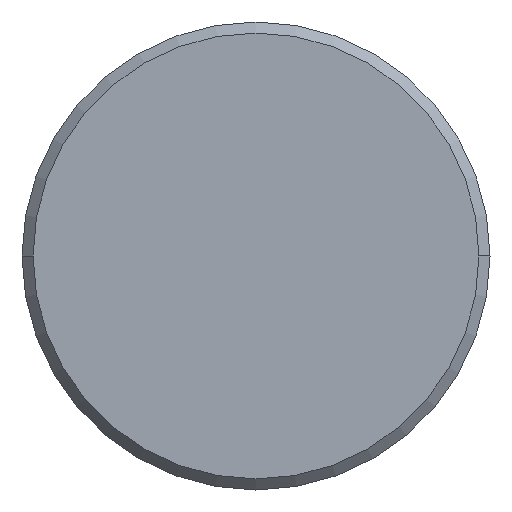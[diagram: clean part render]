
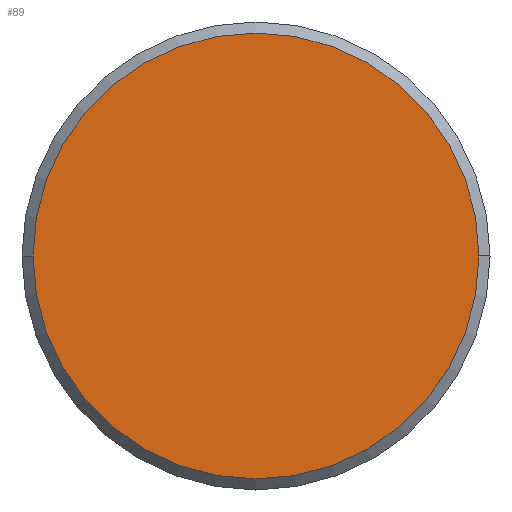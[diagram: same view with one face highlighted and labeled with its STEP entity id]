
A CAD part, left-side view. The second image highlights one B-rep face of the part: STEP entity #89.
In plain terms, the highlighted planar face has unit normal (-1, 0, 0).
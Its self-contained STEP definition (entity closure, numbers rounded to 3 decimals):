
#12 = CARTESIAN_POINT ( 'NONE',  ( -49.8, 0., 0. ) ) ;
#25 = FACE_OUTER_BOUND ( 'NONE', #212, .T. ) ;
#36 = DIRECTION ( 'NONE',  ( 0., 1., 0. ) ) ;
#44 = CARTESIAN_POINT ( 'NONE',  ( -49.8, -6.05, 0. ) ) ;
#45 = AXIS2_PLACEMENT_3D ( 'NONE', #12, #179, #36 ) ;
#61 = AXIS2_PLACEMENT_3D ( 'NONE', #76, #239, #102 ) ;
#76 = CARTESIAN_POINT ( 'NONE',  ( -49.8, 0., 0. ) ) ;
#86 = DIRECTION ( 'NONE',  ( 1., 0., 0. ) ) ;
#89 = ADVANCED_FACE ( 'NONE', ( #25 ), #196, .T. ) ;
#91 = CIRCLE ( 'NONE', #45, 6.05 ) ;
#102 = DIRECTION ( 'NONE',  ( 0., -1., 0. ) ) ;
#109 = EDGE_CURVE ( 'NONE', #285, #306, #91, .T. ) ;
#140 = CARTESIAN_POINT ( 'NONE',  ( -49.8, 6.05, 0. ) ) ;
#155 = AXIS2_PLACEMENT_3D ( 'NONE', #223, #86, #247 ) ;
#177 = EDGE_CURVE ( 'NONE', #306, #285, #254, .T. ) ;
#179 = DIRECTION ( 'NONE',  ( 1., 0., 0. ) ) ;
#196 = PLANE ( 'NONE',  #61 ) ;
#212 = EDGE_LOOP ( 'NONE', ( #227, #279 ) ) ;
#223 = CARTESIAN_POINT ( 'NONE',  ( -49.8, 0., 0. ) ) ;
#227 = ORIENTED_EDGE ( 'NONE', *, *, #109, .F. ) ;
#239 = DIRECTION ( 'NONE',  ( -1., 0., 0. ) ) ;
#247 = DIRECTION ( 'NONE',  ( 0., 1., 0. ) ) ;
#254 = CIRCLE ( 'NONE', #155, 6.05 ) ;
#279 = ORIENTED_EDGE ( 'NONE', *, *, #177, .F. ) ;
#285 = VERTEX_POINT ( 'NONE', #140 ) ;
#306 = VERTEX_POINT ( 'NONE', #44 ) ;
